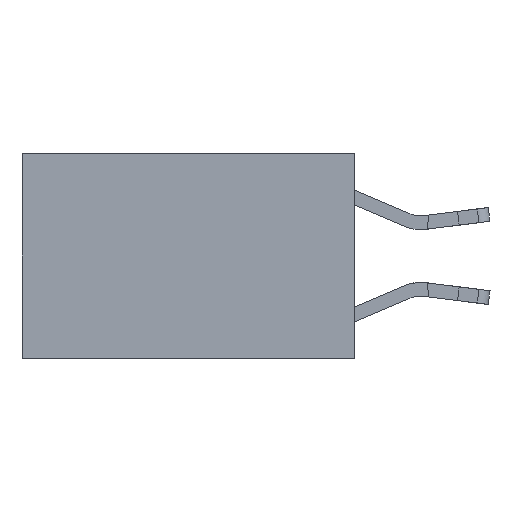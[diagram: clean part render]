
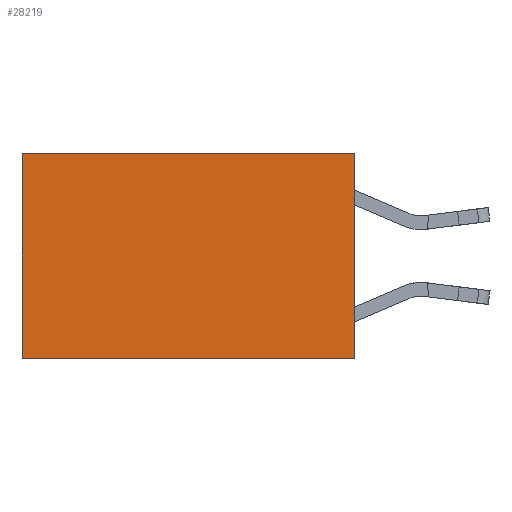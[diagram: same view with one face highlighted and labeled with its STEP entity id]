
A CAD part, left-side view. The second image highlights one B-rep face of the part: STEP entity #28219.
In plain terms, the highlighted planar face has unit normal (-1, 0, 0).
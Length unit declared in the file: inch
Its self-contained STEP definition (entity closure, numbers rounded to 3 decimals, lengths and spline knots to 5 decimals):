
#303 = DIRECTION ( 'NONE',  ( 1., 0., 0. ) ) ;
#2091 = VECTOR ( 'NONE', #14708, 39.37008 ) ;
#2470 = VERTEX_POINT ( 'NONE', #28037 ) ;
#2946 = LINE ( 'NONE', #5744, #7557 ) ;
#3062 = CARTESIAN_POINT ( 'NONE',  ( 0.2625, 0.6, -0.37 ) ) ;
#4021 = EDGE_CURVE ( 'NONE', #2470, #23163, #13366, .T. ) ;
#4049 = AXIS2_PLACEMENT_3D ( 'NONE', #24946, #303, #16098 ) ;
#4381 = ORIENTED_EDGE ( 'NONE', *, *, #17391, .F. ) ;
#5141 = CARTESIAN_POINT ( 'NONE',  ( 0.2625, 0., -0.37 ) ) ;
#5744 = CARTESIAN_POINT ( 'NONE',  ( 0.2625, 0., 0. ) ) ;
#5838 = DIRECTION ( 'NONE',  ( 0., 1., 0. ) ) ;
#6634 = VECTOR ( 'NONE', #28566, 39.37008 ) ;
#7557 = VECTOR ( 'NONE', #5838, 39.37008 ) ;
#8105 = VECTOR ( 'NONE', #13284, 39.37008 ) ;
#8418 = EDGE_CURVE ( 'NONE', #18148, #2470, #2946, .T. ) ;
#8863 = CARTESIAN_POINT ( 'NONE',  ( 0.2625, 0., 0. ) ) ;
#9303 = PLANE ( 'NONE',  #4049 ) ;
#12073 = ORIENTED_EDGE ( 'NONE', *, *, #4021, .T. ) ;
#12102 = EDGE_CURVE ( 'NONE', #25053, #23163, #20049, .T. ) ;
#13284 = DIRECTION ( 'NONE',  ( 0., 0., -1. ) ) ;
#13366 = LINE ( 'NONE', #24450, #8105 ) ;
#14708 = DIRECTION ( 'NONE',  ( 0., 1., 0. ) ) ;
#15207 = CARTESIAN_POINT ( 'NONE',  ( 0.2625, 0., 0. ) ) ;
#16098 = DIRECTION ( 'NONE',  ( 0., 0., -1. ) ) ;
#16986 = CARTESIAN_POINT ( 'NONE',  ( 0.2625, 0., -0.37 ) ) ;
#17391 = EDGE_CURVE ( 'NONE', #18148, #25053, #23825, .T. ) ;
#17557 = ORIENTED_EDGE ( 'NONE', *, *, #8418, .T. ) ;
#18148 = VERTEX_POINT ( 'NONE', #8863 ) ;
#20049 = LINE ( 'NONE', #16986, #2091 ) ;
#20998 = ORIENTED_EDGE ( 'NONE', *, *, #12102, .F. ) ;
#23163 = VERTEX_POINT ( 'NONE', #3062 ) ;
#23825 = LINE ( 'NONE', #15207, #6634 ) ;
#24450 = CARTESIAN_POINT ( 'NONE',  ( 0.2625, 0.6, 0. ) ) ;
#24631 = FACE_OUTER_BOUND ( 'NONE', #24860, .T. ) ;
#24860 = EDGE_LOOP ( 'NONE', ( #12073, #20998, #4381, #17557 ) ) ;
#24946 = CARTESIAN_POINT ( 'NONE',  ( 0.2625, 0., 0. ) ) ;
#25053 = VERTEX_POINT ( 'NONE', #5141 ) ;
#28037 = CARTESIAN_POINT ( 'NONE',  ( 0.2625, 0.6, 0. ) ) ;
#28219 = ADVANCED_FACE ( 'NONE', ( #24631 ), #9303, .F. ) ;
#28566 = DIRECTION ( 'NONE',  ( 0., 0., -1. ) ) ;
